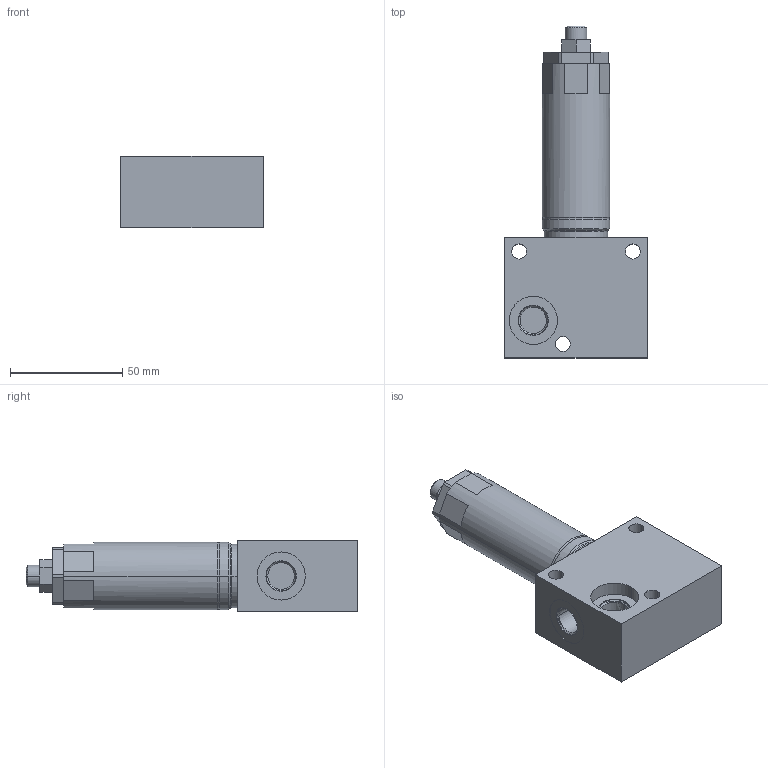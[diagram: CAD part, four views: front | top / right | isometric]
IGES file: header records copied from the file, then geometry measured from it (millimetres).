
Start section:  PTC IGES file: ilcm47054001.igs
Global section: file name: ilcm47054001.igs; native system: Pro/ENGINEER by Parametric Technology Corporation; preprocessor: 2007460; author: dc; organization: Unknown; date: 20121012.092451; units: millimetre
Bounding box: 63.5 x 148.16 x 31.75 mm (x, y, z)
Surface area: 30157.2 mm2 (no closed solid volume)
Topology: 0 solids, 0 shells, 143 faces, 806 edges, 878 vertices
Faces by surface type: revolution 86, bspline 57
